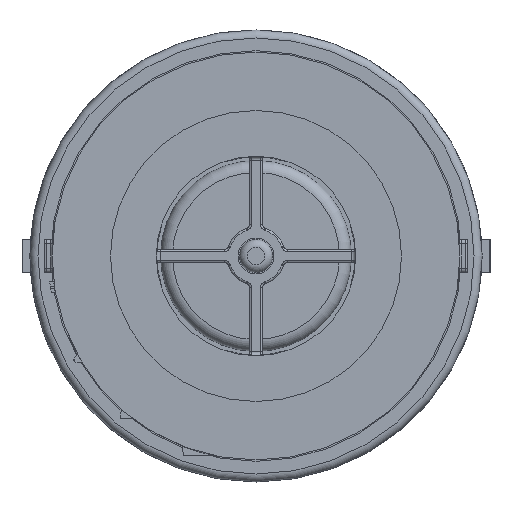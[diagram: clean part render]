
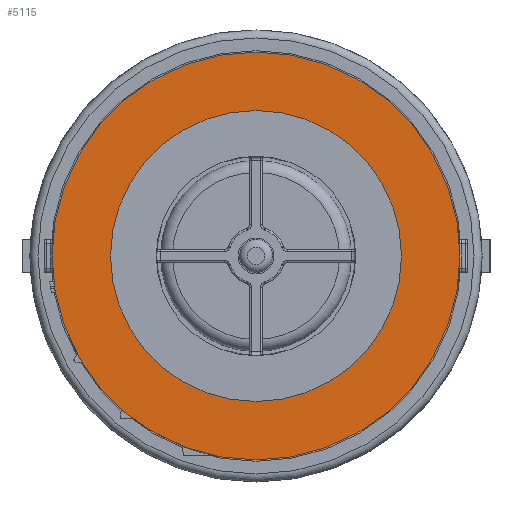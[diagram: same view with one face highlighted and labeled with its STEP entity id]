
A CAD part, left-side view. The second image highlights one B-rep face of the part: STEP entity #5115.
In plain terms, the highlighted planar face has unit normal (-1, 0, 0).
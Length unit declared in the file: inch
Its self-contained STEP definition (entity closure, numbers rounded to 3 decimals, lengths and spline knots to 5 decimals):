
#923=FACE_BOUND('',#1554,.T.);
#1185=FACE_OUTER_BOUND('',#1553,.T.);
#1553=EDGE_LOOP('',(#4245));
#1554=EDGE_LOOP('',(#4246));
#1970=CIRCLE('',#5728,1.535);
#1972=CIRCLE('',#5733,1.095);
#2382=VERTEX_POINT('',#10160);
#2384=VERTEX_POINT('',#10167);
#3041=EDGE_CURVE('',#2382,#2382,#1970,.T.);
#3043=EDGE_CURVE('',#2384,#2384,#1972,.T.);
#4245=ORIENTED_EDGE('',*,*,#3041,.F.);
#4246=ORIENTED_EDGE('',*,*,#3043,.T.);
#4839=PLANE('',#5734);
#5115=ADVANCED_FACE('',(#1185,#923),#4839,.T.);
#5728=AXIS2_PLACEMENT_3D('',#10161,#6974,#6975);
#5733=AXIS2_PLACEMENT_3D('',#10168,#6984,#6985);
#5734=AXIS2_PLACEMENT_3D('',#10169,#6986,#6987);
#6974=DIRECTION('center_axis',(1.,0.,0.));
#6975=DIRECTION('ref_axis',(0.,1.,0.));
#6984=DIRECTION('center_axis',(1.,0.,0.));
#6985=DIRECTION('ref_axis',(0.,1.,0.));
#6986=DIRECTION('center_axis',(-1.,0.,0.));
#6987=DIRECTION('ref_axis',(0.,0.,1.));
#10160=CARTESIAN_POINT('',(-1.832,1.535,0.));
#10161=CARTESIAN_POINT('Origin',(-1.832,0.,0.));
#10167=CARTESIAN_POINT('',(-1.832,1.095,0.));
#10168=CARTESIAN_POINT('Origin',(-1.832,0.,0.));
#10169=CARTESIAN_POINT('Origin',(-1.832,1.315,0.));
